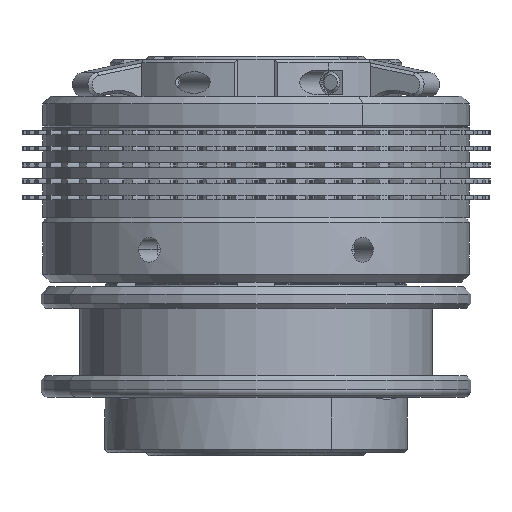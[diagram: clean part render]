
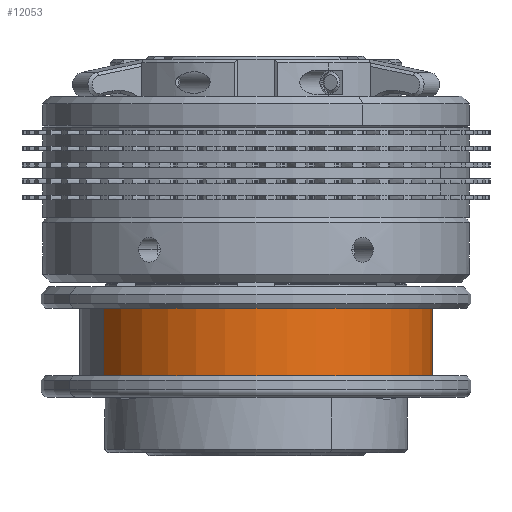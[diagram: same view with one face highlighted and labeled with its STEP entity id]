
A CAD part, front view. The second image highlights one B-rep face of the part: STEP entity #12053.
In plain terms, the highlighted cylindrical face has radius 57.5 mm (diameter 115 mm), a partial arc.
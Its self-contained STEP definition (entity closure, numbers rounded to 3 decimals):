
#12033 = EDGE_CURVE ( 'NONE', #33370, #33367, #124483, .T. ) ;
#12050 = EDGE_CURVE ( 'NONE', #33428, #33438, #124632, .T. ) ;
#12053 = ADVANCED_FACE ( 'NONE', ( #124622 ), #124619, .T. ) ;
#12055 = EDGE_LOOP ( 'NONE', ( #12147, #12149, #12151, #12153 ) ) ;
#12147 = ORIENTED_EDGE ( 'NONE', *, *, #33426, .F. ) ;
#12149 = ORIENTED_EDGE ( 'NONE', *, *, #12033, .T. ) ;
#12151 = ORIENTED_EDGE ( 'NONE', *, *, #33445, .T. ) ;
#12153 = ORIENTED_EDGE ( 'NONE', *, *, #12050, .F. ) ;
#33367 = VERTEX_POINT ( 'NONE', #115926 ) ;
#33370 = VERTEX_POINT ( 'NONE', #115925 ) ;
#33426 = EDGE_CURVE ( 'NONE', #33370, #33428, #115982, .T. ) ;
#33428 = VERTEX_POINT ( 'NONE', #115972 ) ;
#33438 = VERTEX_POINT ( 'NONE', #116113 ) ;
#33445 = EDGE_CURVE ( 'NONE', #33367, #33438, #116110, .T. ) ;
#115925 = CARTESIAN_POINT ( 'NONE',  ( -79.799, -7.361, -30.817 ) ) ;
#115926 = CARTESIAN_POINT ( 'NONE',  ( 19.794, 50.139, -30.817 ) ) ;
#115972 = CARTESIAN_POINT ( 'NONE',  ( -79.799, -7.361, -8.817 ) ) ;
#115975 = DIRECTION ( 'NONE',  ( 0., 0., 1. ) ) ;
#115976 = VECTOR ( 'NONE', #115975, 1000. ) ;
#115981 = CARTESIAN_POINT ( 'NONE',  ( -79.799, -7.361, -30.817 ) ) ;
#115982 = LINE ( 'NONE', #115981, #115976 ) ;
#116104 = DIRECTION ( 'NONE',  ( 0., 0., 1. ) ) ;
#116106 = VECTOR ( 'NONE', #116104, 1000. ) ;
#116109 = CARTESIAN_POINT ( 'NONE',  ( 19.794, 50.139, -30.817 ) ) ;
#116110 = LINE ( 'NONE', #116109, #116106 ) ;
#116113 = CARTESIAN_POINT ( 'NONE',  ( 19.794, 50.139, -8.817 ) ) ;
#124478 = DIRECTION ( 'NONE',  ( 0., 0., 1. ) ) ;
#124479 = CARTESIAN_POINT ( 'NONE',  ( -30.002, 21.389, -30.817 ) ) ;
#124481 = AXIS2_PLACEMENT_3D ( 'NONE', #124479, #124478, #124675 ) ;
#124483 = CIRCLE ( 'NONE', #124481, 57.5 ) ;
#124607 = DIRECTION ( 'NONE',  ( 0.866, 0.5, 0. ) ) ;
#124609 = DIRECTION ( 'NONE',  ( 0., 0., 1. ) ) ;
#124610 = AXIS2_PLACEMENT_3D ( 'NONE', #124617, #124609, #124607 ) ;
#124617 = CARTESIAN_POINT ( 'NONE',  ( -30.002, 21.389, -30.817 ) ) ;
#124619 = CYLINDRICAL_SURFACE ( 'NONE', #124610, 57.5 ) ;
#124622 = FACE_OUTER_BOUND ( 'NONE', #12055, .T. ) ;
#124624 = DIRECTION ( 'NONE',  ( 0.866, 0.5, 0. ) ) ;
#124626 = DIRECTION ( 'NONE',  ( 0., 0., 1. ) ) ;
#124628 = CARTESIAN_POINT ( 'NONE',  ( -30.002, 21.389, -8.817 ) ) ;
#124630 = AXIS2_PLACEMENT_3D ( 'NONE', #124628, #124626, #124624 ) ;
#124632 = CIRCLE ( 'NONE', #124630, 57.5 ) ;
#124675 = DIRECTION ( 'NONE',  ( 0.866, 0.5, 0. ) ) ;
